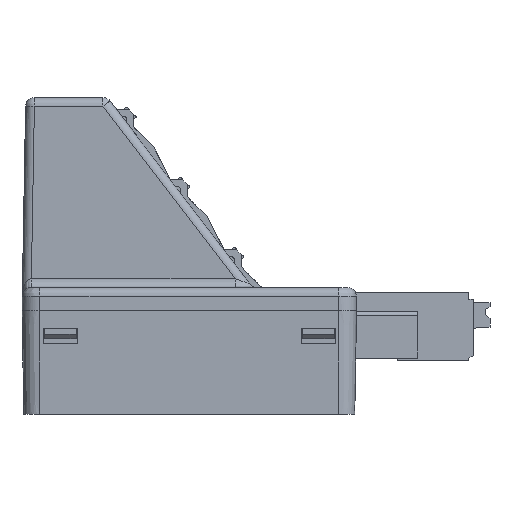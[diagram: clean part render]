
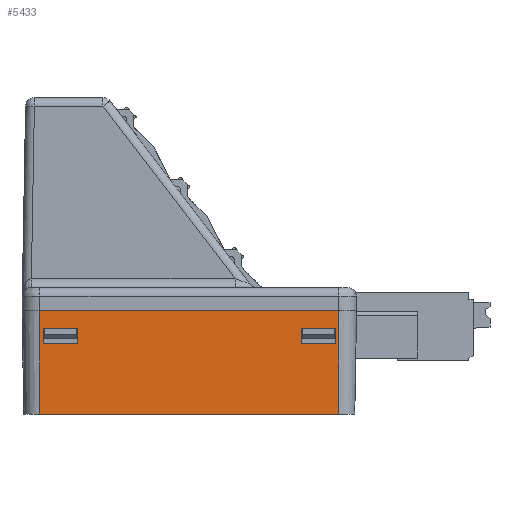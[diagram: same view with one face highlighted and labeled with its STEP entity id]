
A CAD part, left-side view. The second image highlights one B-rep face of the part: STEP entity #5433.
In plain terms, the highlighted planar face has unit normal (-1, 0, -0.018).
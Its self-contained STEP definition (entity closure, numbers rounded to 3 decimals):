
#5433=ADVANCED_FACE('',(#12404,#12405,#12406),#8456,.T.);
#8456=PLANE('',#54311);
#12404=FACE_BOUND('',#12852,.T.);
#12405=FACE_BOUND('',#12853,.T.);
#12406=FACE_BOUND('',#12854,.T.);
#12852=EDGE_LOOP('',(#16517,#16518,#16519,#16520));
#12853=EDGE_LOOP('',(#16521,#16522,#16523,#16524));
#12854=EDGE_LOOP('',(#16525,#16526,#16527,#16528));
#16517=ORIENTED_EDGE('',*,*,#36050,.T.);
#16518=ORIENTED_EDGE('',*,*,#36063,.T.);
#16519=ORIENTED_EDGE('',*,*,#36044,.T.);
#16520=ORIENTED_EDGE('',*,*,#36038,.T.);
#16521=ORIENTED_EDGE('',*,*,#35893,.F.);
#16522=ORIENTED_EDGE('',*,*,#36064,.F.);
#16523=ORIENTED_EDGE('',*,*,#36065,.F.);
#16524=ORIENTED_EDGE('',*,*,#36066,.T.);
#16525=ORIENTED_EDGE('',*,*,#35901,.F.);
#16526=ORIENTED_EDGE('',*,*,#36067,.F.);
#16527=ORIENTED_EDGE('',*,*,#36068,.F.);
#16528=ORIENTED_EDGE('',*,*,#36069,.T.);
#31052=VERTEX_POINT('',#73819);
#31053=VERTEX_POINT('',#73821);
#31060=VERTEX_POINT('',#73836);
#31061=VERTEX_POINT('',#73838);
#31164=VERTEX_POINT('',#74102);
#31165=VERTEX_POINT('',#74104);
#31169=VERTEX_POINT('',#74132);
#31172=VERTEX_POINT('',#74172);
#31182=VERTEX_POINT('',#74215);
#31183=VERTEX_POINT('',#74217);
#31184=VERTEX_POINT('',#74220);
#31185=VERTEX_POINT('',#74222);
#35893=EDGE_CURVE('',#31052,#31053,#43224,.T.);
#35901=EDGE_CURVE('',#31060,#31061,#43232,.T.);
#36038=EDGE_CURVE('',#31165,#31164,#43348,.T.);
#36044=EDGE_CURVE('',#31169,#31165,#43351,.T.);
#36050=EDGE_CURVE('',#31164,#31172,#43355,.T.);
#36063=EDGE_CURVE('',#31172,#31169,#43365,.T.);
#36064=EDGE_CURVE('',#31182,#31052,#43366,.T.);
#36065=EDGE_CURVE('',#31183,#31182,#43367,.T.);
#36066=EDGE_CURVE('',#31183,#31053,#43368,.T.);
#36067=EDGE_CURVE('',#31184,#31060,#43369,.T.);
#36068=EDGE_CURVE('',#31185,#31184,#43370,.T.);
#36069=EDGE_CURVE('',#31185,#31061,#43371,.T.);
#43224=LINE('',#73820,#48808);
#43232=LINE('',#73837,#48816);
#43348=LINE('',#74103,#48932);
#43351=LINE('',#74131,#48935);
#43355=LINE('',#74173,#48939);
#43365=LINE('',#74213,#48949);
#43366=LINE('',#74214,#48950);
#43367=LINE('',#74216,#48951);
#43368=LINE('',#74218,#48952);
#43369=LINE('',#74219,#48953);
#43370=LINE('',#74221,#48954);
#43371=LINE('',#74223,#48955);
#48808=VECTOR('',#58934,1.);
#48816=VECTOR('',#58944,1.);
#48932=VECTOR('',#59152,1.);
#48935=VECTOR('',#59165,1.);
#48939=VECTOR('',#59173,1.);
#48949=VECTOR('',#59193,1.);
#48950=VECTOR('',#59194,1.);
#48951=VECTOR('',#59195,1.);
#48952=VECTOR('',#59196,1.);
#48953=VECTOR('',#59197,1.);
#48954=VECTOR('',#59198,1.);
#48955=VECTOR('',#59199,1.);
#54311=AXIS2_PLACEMENT_3D('',#74224,#59200,#59201);
#58934=DIRECTION('',(0.,1.,0.));
#58944=DIRECTION('',(0.,1.,0.));
#59152=DIRECTION('',(0.,-1.,0.));
#59165=DIRECTION('',(0.017,0.,-1.));
#59173=DIRECTION('',(-0.017,0.,1.));
#59193=DIRECTION('',(0.,1.,0.));
#59194=DIRECTION('',(-0.017,0.,1.));
#59195=DIRECTION('',(0.,-1.,0.));
#59196=DIRECTION('',(-0.017,0.,1.));
#59197=DIRECTION('',(-0.017,0.,1.));
#59198=DIRECTION('',(0.,-1.,0.));
#59199=DIRECTION('',(-0.017,0.,1.));
#59200=DIRECTION('',(-1.,0.,-0.017));
#59201=DIRECTION('',(0.017,0.,-1.));
#73819=CARTESIAN_POINT('',(19.241,9.321,12.918));
#73820=CARTESIAN_POINT('',(19.241,25.926,12.918));
#73821=CARTESIAN_POINT('',(19.241,13.221,12.918));
#73836=CARTESIAN_POINT('',(19.241,38.632,12.918));
#73837=CARTESIAN_POINT('',(19.241,26.926,12.918));
#73838=CARTESIAN_POINT('',(19.241,42.532,12.918));
#74102=CARTESIAN_POINT('',(19.412,8.926,3.112));
#74103=CARTESIAN_POINT('',(19.412,86.311,3.112));
#74104=CARTESIAN_POINT('',(19.412,42.926,3.112));
#74131=CARTESIAN_POINT('',(19.206,42.926,14.918));
#74132=CARTESIAN_POINT('',(19.206,42.926,14.918));
#74172=CARTESIAN_POINT('',(19.206,8.927,14.918));
#74173=CARTESIAN_POINT('',(19.206,8.926,14.918));
#74213=CARTESIAN_POINT('',(19.206,25.926,14.918));
#74214=CARTESIAN_POINT('',(19.206,9.321,14.918));
#74215=CARTESIAN_POINT('',(19.272,9.321,11.118));
#74216=CARTESIAN_POINT('',(19.272,25.926,11.118));
#74217=CARTESIAN_POINT('',(19.272,13.221,11.118));
#74218=CARTESIAN_POINT('',(19.271,13.221,11.206));
#74219=CARTESIAN_POINT('',(19.206,38.632,14.918));
#74220=CARTESIAN_POINT('',(19.272,38.632,11.118));
#74221=CARTESIAN_POINT('',(19.272,26.926,11.118));
#74222=CARTESIAN_POINT('',(19.272,42.532,11.118));
#74223=CARTESIAN_POINT('',(19.271,42.532,11.206));
#74224=CARTESIAN_POINT('',(19.206,25.926,14.918));
